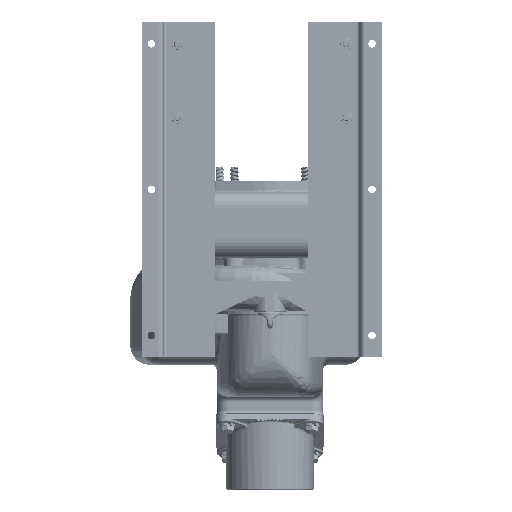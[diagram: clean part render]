
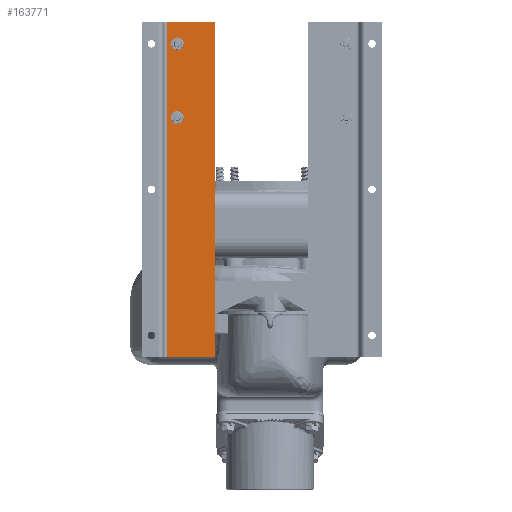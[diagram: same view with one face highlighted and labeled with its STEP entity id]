
A CAD part, front view. The second image highlights one B-rep face of the part: STEP entity #163771.
In plain terms, the highlighted face is planar.
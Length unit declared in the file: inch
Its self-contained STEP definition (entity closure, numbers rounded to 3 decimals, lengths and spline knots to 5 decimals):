
#163265=CARTESIAN_POINT('',(0.32312,4.38,0.1345));
#163266=VERTEX_POINT('',#163265);
#163267=CARTESIAN_POINT('',(0.495,4.38,0.1345));
#163268=DIRECTION('',(0.0,0.0,-1.0));
#163269=DIRECTION('',(-1.0,0.0,0.0));
#163270=AXIS2_PLACEMENT_3D('',#163267,#163268,#163269);
#163271=CIRCLE('',#163270,0.17188);
#163272=EDGE_CURVE('',#163266,#163266,#163271,.T.);
#163293=CARTESIAN_POINT('',(0.32313,1.0,0.1345));
#163294=VERTEX_POINT('',#163293);
#163295=CARTESIAN_POINT('',(0.495,1.0,0.1345));
#163296=DIRECTION('',(0.0,0.0,-1.0));
#163297=DIRECTION('',(-1.0,0.0,0.0));
#163298=AXIS2_PLACEMENT_3D('',#163295,#163296,#163297);
#163299=CIRCLE('',#163298,0.17188);
#163300=EDGE_CURVE('',#163294,#163294,#163299,.T.);
#163636=CARTESIAN_POINT('',(-1.25,15.375,0.1345));
#163637=VERTEX_POINT('',#163636);
#163644=CARTESIAN_POINT('',(0.981,15.375,0.1345));
#163645=VERTEX_POINT('',#163644);
#163646=CARTESIAN_POINT('',(-1.25,15.375,0.1345));
#163647=DIRECTION('',(1.0,0.0,0.0));
#163648=VECTOR('',#163647,2.231);
#163649=LINE('',#163646,#163648);
#163650=EDGE_CURVE('',#163637,#163645,#163649,.T.);
#163699=CARTESIAN_POINT('',(0.981,0.,0.1345));
#163700=VERTEX_POINT('',#163699);
#163701=CARTESIAN_POINT('',(0.981,0.0,0.1345));
#163702=DIRECTION('',(0.0,1.0,0.0));
#163703=VECTOR('',#163702,15.375);
#163704=LINE('',#163701,#163703);
#163705=EDGE_CURVE('',#163700,#163645,#163704,.T.);
#163742=CARTESIAN_POINT('',(0.,7.6875,0.1345));
#163743=DIRECTION('',(0.0,0.0,1.0));
#163744=DIRECTION('',(1.0,0.0,0.0));
#163745=AXIS2_PLACEMENT_3D('',#163742,#163743,#163744);
#163746=PLANE('',#163745);
#163747=ORIENTED_EDGE('',*,*,#163705,.T.);
#163748=ORIENTED_EDGE('',*,*,#163650,.F.);
#163749=CARTESIAN_POINT('',(-1.25,0.0,0.1345));
#163750=VERTEX_POINT('',#163749);
#163751=CARTESIAN_POINT('',(-1.25,0.0,0.1345));
#163752=DIRECTION('',(0.0,1.0,0.0));
#163753=VECTOR('',#163752,15.375);
#163754=LINE('',#163751,#163753);
#163755=EDGE_CURVE('',#163750,#163637,#163754,.T.);
#163756=ORIENTED_EDGE('',*,*,#163755,.F.);
#163757=CARTESIAN_POINT('',(0.981,0.,0.1345));
#163758=DIRECTION('',(-1.0,0.0,0.0));
#163759=VECTOR('',#163758,2.231);
#163760=LINE('',#163757,#163759);
#163761=EDGE_CURVE('',#163700,#163750,#163760,.T.);
#163762=ORIENTED_EDGE('',*,*,#163761,.F.);
#163763=EDGE_LOOP('',(#163747,#163748,#163756,#163762));
#163764=FACE_OUTER_BOUND('',#163763,.T.);
#163765=ORIENTED_EDGE('',*,*,#163272,.T.);
#163766=EDGE_LOOP('',(#163765));
#163767=FACE_BOUND('',#163766,.T.);
#163768=ORIENTED_EDGE('',*,*,#163300,.T.);
#163769=EDGE_LOOP('',(#163768));
#163770=FACE_BOUND('',#163769,.T.);
#163771=ADVANCED_FACE('',(#163764,#163767,#163770),#163746,.T.);
